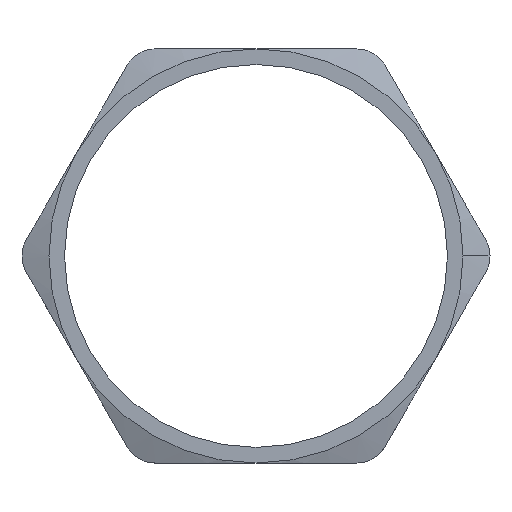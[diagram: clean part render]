
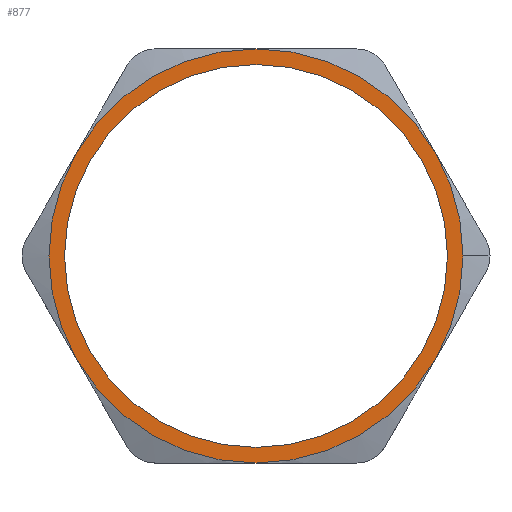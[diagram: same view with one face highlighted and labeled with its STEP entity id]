
A CAD part, top view. The second image highlights one B-rep face of the part: STEP entity #877.
In plain terms, the highlighted planar face has unit normal (0, 0, 1).
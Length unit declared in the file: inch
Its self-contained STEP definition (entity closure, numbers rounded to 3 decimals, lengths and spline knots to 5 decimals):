
#594 = EDGE_CURVE ( 'NONE', #649, #650, #2485, .T. ) ;
#598 = EDGE_CURVE ( 'NONE', #599, #600, #2479, .T. ) ;
#599 = VERTEX_POINT ( 'NONE', #2470 ) ;
#600 = VERTEX_POINT ( 'NONE', #2469 ) ;
#649 = VERTEX_POINT ( 'NONE', #2607 ) ;
#650 = VERTEX_POINT ( 'NONE', #2606 ) ;
#679 = VERTEX_POINT ( 'NONE', #2649 ) ;
#688 = VERTEX_POINT ( 'NONE', #2678 ) ;
#700 = VERTEX_POINT ( 'NONE', #2704 ) ;
#710 = VERTEX_POINT ( 'NONE', #2774 ) ;
#792 = VERTEX_POINT ( 'NONE', #3004 ) ;
#801 = ORIENTED_EDGE ( 'NONE', *, *, #802, .T. ) ;
#802 = EDGE_CURVE ( 'NONE', #600, #599, #2989, .T. ) ;
#803 = ORIENTED_EDGE ( 'NONE', *, *, #598, .T. ) ;
#804 = EDGE_LOOP ( 'NONE', ( #805, #860, #862, #864, #866, #868, #869 ) ) ;
#805 = ORIENTED_EDGE ( 'NONE', *, *, #806, .T. ) ;
#806 = EDGE_CURVE ( 'NONE', #792, #710, #2988, .T. ) ;
#860 = ORIENTED_EDGE ( 'NONE', *, *, #861, .T. ) ;
#861 = EDGE_CURVE ( 'NONE', #710, #700, #3146, .T. ) ;
#862 = ORIENTED_EDGE ( 'NONE', *, *, #863, .T. ) ;
#863 = EDGE_CURVE ( 'NONE', #700, #688, #3142, .T. ) ;
#864 = ORIENTED_EDGE ( 'NONE', *, *, #865, .T. ) ;
#865 = EDGE_CURVE ( 'NONE', #688, #679, #3137, .T. ) ;
#866 = ORIENTED_EDGE ( 'NONE', *, *, #867, .T. ) ;
#867 = EDGE_CURVE ( 'NONE', #679, #649, #3195, .T. ) ;
#868 = ORIENTED_EDGE ( 'NONE', *, *, #594, .T. ) ;
#869 = ORIENTED_EDGE ( 'NONE', *, *, #870, .T. ) ;
#870 = EDGE_CURVE ( 'NONE', #650, #792, #3190, .T. ) ;
#877 = ADVANCED_FACE ( 'NONE', ( #3169, #3168 ), #3166, .F. ) ;
#878 = EDGE_LOOP ( 'NONE', ( #801, #803 ) ) ;
#2469 = CARTESIAN_POINT ( 'NONE',  ( -1.165, 0., 0.24 ) ) ;
#2470 = CARTESIAN_POINT ( 'NONE',  ( 1.165, 0., 0.24 ) ) ;
#2471 = DIRECTION ( 'NONE',  ( -1., 0., 0. ) ) ;
#2472 = DIRECTION ( 'NONE',  ( 0., 0., -1. ) ) ;
#2473 = CARTESIAN_POINT ( 'NONE',  ( 0., 0., 0.24 ) ) ;
#2474 = AXIS2_PLACEMENT_3D ( 'NONE', #2473, #2472, #2471 ) ;
#2479 = CIRCLE ( 'NONE', #2474, 1.165 ) ;
#2482 = DIRECTION ( 'NONE',  ( 1., 0., 0. ) ) ;
#2483 = DIRECTION ( 'NONE',  ( 0., 0., 1. ) ) ;
#2484 = AXIS2_PLACEMENT_3D ( 'NONE', #2491, #2483, #2482 ) ;
#2485 = CIRCLE ( 'NONE', #2484, 1.26 ) ;
#2491 = CARTESIAN_POINT ( 'NONE',  ( 0., 0., 0.24 ) ) ;
#2606 = CARTESIAN_POINT ( 'NONE',  ( 1.09119, 0.63, 0.24 ) ) ;
#2607 = CARTESIAN_POINT ( 'NONE',  ( 1.26, 0., 0.24 ) ) ;
#2649 = CARTESIAN_POINT ( 'NONE',  ( 1.09119, -0.63, 0.24 ) ) ;
#2678 = CARTESIAN_POINT ( 'NONE',  ( 0., -1.26, 0.24 ) ) ;
#2704 = CARTESIAN_POINT ( 'NONE',  ( -1.09119, -0.63, 0.24 ) ) ;
#2774 = CARTESIAN_POINT ( 'NONE',  ( -1.09119, 0.63, 0.24 ) ) ;
#2978 = DIRECTION ( 'NONE',  ( -1., 0., 0. ) ) ;
#2979 = DIRECTION ( 'NONE',  ( 0., 0., -1. ) ) ;
#2980 = CARTESIAN_POINT ( 'NONE',  ( 0., 0., 0.24 ) ) ;
#2981 = AXIS2_PLACEMENT_3D ( 'NONE', #2980, #2979, #2978 ) ;
#2988 = CIRCLE ( 'NONE', #3033, 1.26 ) ;
#2989 = CIRCLE ( 'NONE', #2981, 1.165 ) ;
#3004 = CARTESIAN_POINT ( 'NONE',  ( 0., 1.26, 0.24 ) ) ;
#3030 = DIRECTION ( 'NONE',  ( 1., 0., 0. ) ) ;
#3031 = DIRECTION ( 'NONE',  ( 0., 0., 1. ) ) ;
#3032 = CARTESIAN_POINT ( 'NONE',  ( 0., 0., 0.24 ) ) ;
#3033 = AXIS2_PLACEMENT_3D ( 'NONE', #3032, #3031, #3030 ) ;
#3133 = DIRECTION ( 'NONE',  ( 1., 0., 0. ) ) ;
#3134 = DIRECTION ( 'NONE',  ( 0., 0., 1. ) ) ;
#3135 = CARTESIAN_POINT ( 'NONE',  ( 0., 0., 0.24 ) ) ;
#3136 = AXIS2_PLACEMENT_3D ( 'NONE', #3135, #3134, #3133 ) ;
#3137 = CIRCLE ( 'NONE', #3136, 1.26 ) ;
#3138 = DIRECTION ( 'NONE',  ( 1., 0., 0. ) ) ;
#3139 = DIRECTION ( 'NONE',  ( 0., 0., 1. ) ) ;
#3140 = CARTESIAN_POINT ( 'NONE',  ( 0., 0., 0.24 ) ) ;
#3141 = AXIS2_PLACEMENT_3D ( 'NONE', #3140, #3139, #3138 ) ;
#3142 = CIRCLE ( 'NONE', #3141, 1.26 ) ;
#3143 = DIRECTION ( 'NONE',  ( 1., 0., 0. ) ) ;
#3144 = DIRECTION ( 'NONE',  ( 0., 0., 1. ) ) ;
#3145 = AXIS2_PLACEMENT_3D ( 'NONE', #3150, #3144, #3143 ) ;
#3146 = CIRCLE ( 'NONE', #3145, 1.26 ) ;
#3150 = CARTESIAN_POINT ( 'NONE',  ( 0., 0., 0.24 ) ) ;
#3162 = DIRECTION ( 'NONE',  ( -1., 0., 0. ) ) ;
#3163 = DIRECTION ( 'NONE',  ( 0., 0., -1. ) ) ;
#3164 = CARTESIAN_POINT ( 'NONE',  ( -0.72746, 1.26, 0.24 ) ) ;
#3165 = AXIS2_PLACEMENT_3D ( 'NONE', #3164, #3163, #3162 ) ;
#3166 = PLANE ( 'NONE',  #3165 ) ;
#3168 = FACE_OUTER_BOUND ( 'NONE', #804, .T. ) ;
#3169 = FACE_BOUND ( 'NONE', #878, .T. ) ;
#3186 = DIRECTION ( 'NONE',  ( 1., 0., 0. ) ) ;
#3187 = DIRECTION ( 'NONE',  ( 0., 0., 1. ) ) ;
#3188 = CARTESIAN_POINT ( 'NONE',  ( 0., 0., 0.24 ) ) ;
#3189 = AXIS2_PLACEMENT_3D ( 'NONE', #3188, #3187, #3186 ) ;
#3190 = CIRCLE ( 'NONE', #3189, 1.26 ) ;
#3191 = DIRECTION ( 'NONE',  ( 1., 0., 0. ) ) ;
#3192 = DIRECTION ( 'NONE',  ( 0., 0., 1. ) ) ;
#3193 = CARTESIAN_POINT ( 'NONE',  ( 0., 0., 0.24 ) ) ;
#3194 = AXIS2_PLACEMENT_3D ( 'NONE', #3193, #3192, #3191 ) ;
#3195 = CIRCLE ( 'NONE', #3194, 1.26 ) ;
